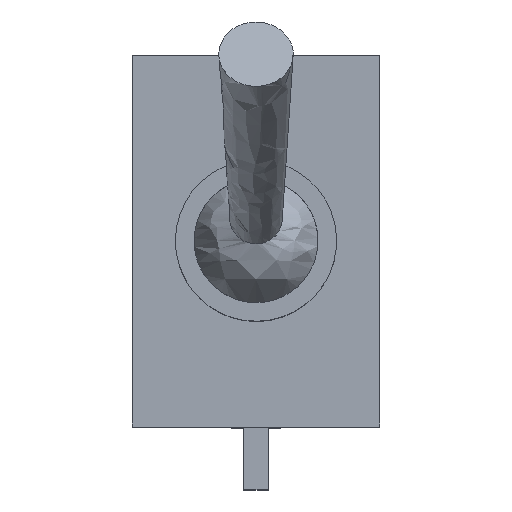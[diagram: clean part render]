
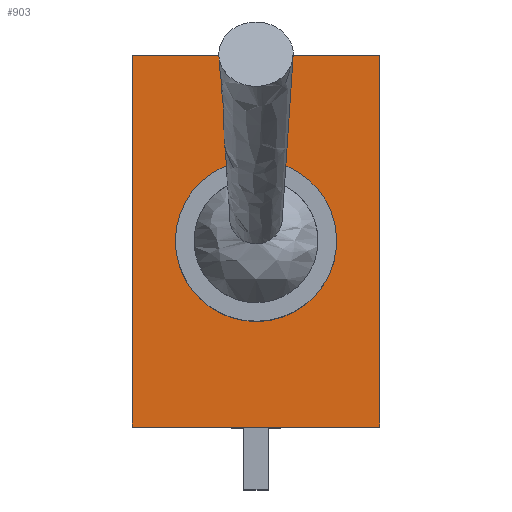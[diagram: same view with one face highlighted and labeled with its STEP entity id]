
A CAD part, top view. The second image highlights one B-rep face of the part: STEP entity #903.
In plain terms, the highlighted free-form (B-spline) face has degree [1, 1] with [2, 2] control points.
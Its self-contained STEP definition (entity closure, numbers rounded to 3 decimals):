
#836=CARTESIAN_POINT('V39',(-5.62,18.154,
   13.));
#837=VERTEX_POINT('V39',#836);
#838=CARTESIAN_POINT('E53',(-5.62,18.154,
   13.));
#839=CARTESIAN_POINT('E53',(0.009,18.154,
   13.));
#840=CARTESIAN_POINT('E53',(-2.806,13.279,
   13.));
#841=CARTESIAN_POINT('E53',(-5.62,8.404,
   13.));
#842=CARTESIAN_POINT('E53',(-8.435,13.279,
   13.));
#843=CARTESIAN_POINT('E53',(-11.25,18.154,
   13.));
#844=CARTESIAN_POINT('E53',(-5.62,18.154,
   13.));
#852=(BOUNDED_CURVE()B_SPLINE_CURVE(2,(#838,#839,#840,#841,#842,
   #843,#844),.CIRCULAR_ARC.,.T.,.U.)B_SPLINE_CURVE_WITH_KNOTS((3,
   2,2,3),(0.0,0.333,0.667,1.0),
   .UNSPECIFIED.)CURVE()GEOMETRIC_REPRESENTATION_ITEM()
   RATIONAL_B_SPLINE_CURVE((1.0,0.5,1.0,
   0.5,1.0,0.5,1.0))REPRESENTATION_ITEM(
   'E53'));
#853=EDGE_CURVE('E53',#837,#837,#852,.T.);
#865=CARTESIAN_POINT('F20',(-0.37,7.029,
   13.));
#866=CARTESIAN_POINT('F20',(-0.37,22.779,
   13.));
#867=CARTESIAN_POINT('F20',(-10.87,7.029,
   13.));
#868=CARTESIAN_POINT('F20',(-10.87,22.779,
   13.));
#869=QUASI_UNIFORM_SURFACE('F20',1,1,((#865,#867),(#866,#868)),
   .PLANE_SURF.,.F.,.F.,.U.);
#870=CARTESIAN_POINT('V35',(-0.62,22.404,
   13.));
#871=VERTEX_POINT('V35',#870);
#872=CARTESIAN_POINT('V34',(-10.62,22.404,
   13.));
#873=VERTEX_POINT('V34',#872);
#874=CARTESIAN_POINT('E45',(-0.62,22.404,
   13.));
#875=CARTESIAN_POINT('E45',(-10.62,22.404,
   13.));
#876=QUASI_UNIFORM_CURVE('E45',1,(#874,#875),.POLYLINE_FORM.,.F.,.U.
   );
#877=EDGE_CURVE('E45',#871,#873,#876,.T.);
#878=ORIENTED_EDGE('E45',*,*,#877,.F.);
#879=CARTESIAN_POINT('V37',(-0.62,7.404,
   13.));
#880=VERTEX_POINT('V37',#879);
#881=CARTESIAN_POINT('E51',(-0.62,22.404,
   13.));
#882=CARTESIAN_POINT('E51',(-0.62,7.404,
   13.));
#883=QUASI_UNIFORM_CURVE('E51',1,(#881,#882),.POLYLINE_FORM.,.F.,.U.
   );
#884=EDGE_CURVE('E51',#871,#880,#883,.T.);
#885=ORIENTED_EDGE('E51',*,*,#884,.T.);
#886=CARTESIAN_POINT('V36',(-10.62,7.404,
   13.));
#887=VERTEX_POINT('V36',#886);
#888=CARTESIAN_POINT('E50',(-10.62,7.404,
   13.));
#889=CARTESIAN_POINT('E50',(-0.62,7.404,
   13.));
#890=QUASI_UNIFORM_CURVE('E50',1,(#888,#889),.POLYLINE_FORM.,.F.,.U.
   );
#891=EDGE_CURVE('E50',#887,#880,#890,.T.);
#892=ORIENTED_EDGE('E50',*,*,#891,.F.);
#893=CARTESIAN_POINT('E48',(-10.62,22.404,
   13.));
#894=CARTESIAN_POINT('E48',(-10.62,7.404,
   13.));
#895=QUASI_UNIFORM_CURVE('E48',1,(#893,#894),.POLYLINE_FORM.,.F.,.U.
   );
#896=EDGE_CURVE('E48',#873,#887,#895,.T.);
#897=ORIENTED_EDGE('E48',*,*,#896,.F.);
#898=EDGE_LOOP('F20',(#878,#885,#892,#897));
#899=FACE_OUTER_BOUND('F20',#898,.F.);
#900=ORIENTED_EDGE('E53',*,*,#853,.F.);
#901=EDGE_LOOP('F20',(#900));
#902=FACE_BOUND('F20',#901,.F.);
#903=ADVANCED_FACE('F20',(#899,#902),#869,.T.);
